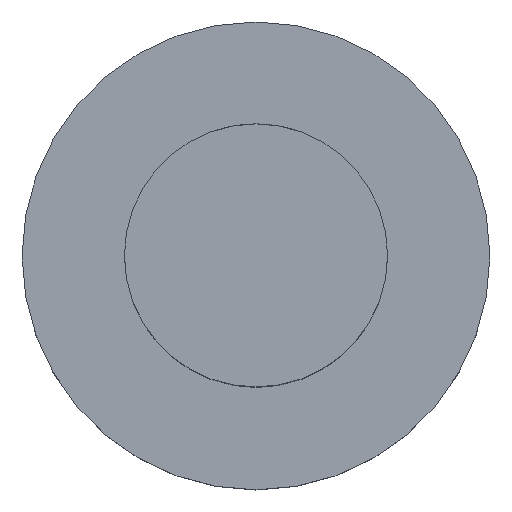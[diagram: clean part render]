
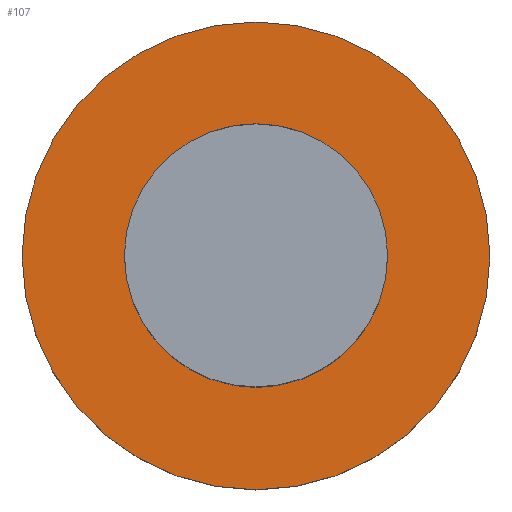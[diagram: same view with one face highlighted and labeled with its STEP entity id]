
A CAD part, top view. The second image highlights one B-rep face of the part: STEP entity #107.
In plain terms, the highlighted planar face has unit normal (0, 0, 1).
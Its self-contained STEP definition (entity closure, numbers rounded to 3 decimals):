
#67=EDGE_CURVE('240[2]',#166,#166,#167,.T.);
#94=EDGE_CURVE('240[2]',#209,#209,#210,.T.);
#107=ADVANCED_FACE('240[2]',(#227,#228),#229,.T.);
#166=VERTEX_POINT('',#327);
#167=CIRCLE('',#328,18.0);
#209=VERTEX_POINT('',#445);
#210=CIRCLE('',#446,32.0);
#227=FACE_BOUND('',#533,.T.);
#228=FACE_OUTER_BOUND('',#534,.T.);
#229=PLANE('',#535);
#327=CARTESIAN_POINT('',(18.0,0.0,0.0));
#328=AXIS2_PLACEMENT_3D('',#630,#631,#632);
#445=CARTESIAN_POINT('',(0.,32.0,0.));
#446=AXIS2_PLACEMENT_3D('',#673,#674,#675);
#533=EDGE_LOOP('',(#691));
#534=EDGE_LOOP('',(#692));
#535=AXIS2_PLACEMENT_3D('',#693,#694,#695);
#630=CARTESIAN_POINT('',(0.0,0.0,0.));
#631=DIRECTION('',(0.,0.,-1.0));
#632=DIRECTION('',(1.0,0.,0.));
#673=CARTESIAN_POINT('',(0.0,0.0,0.0));
#674=DIRECTION('',(0.,0.,1.0));
#675=DIRECTION('',(0.,1.0,0.));
#691=ORIENTED_EDGE('',*,*,#67,.T.);
#692=ORIENTED_EDGE('',*,*,#94,.T.);
#693=CARTESIAN_POINT('',(0.,16.0,0.));
#694=DIRECTION('',(0.,0.,1.0));
#695=DIRECTION('',(1.0,0.,0.0));
